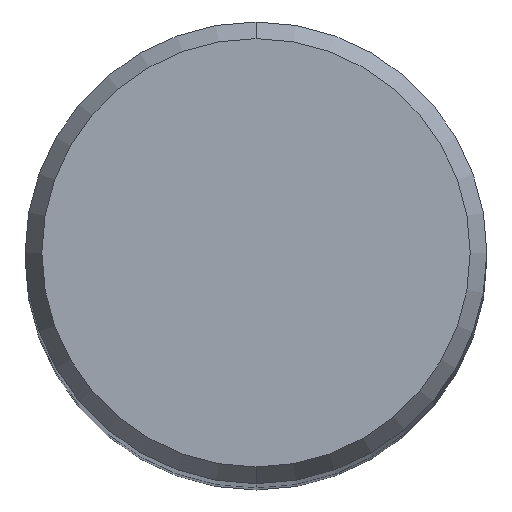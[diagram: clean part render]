
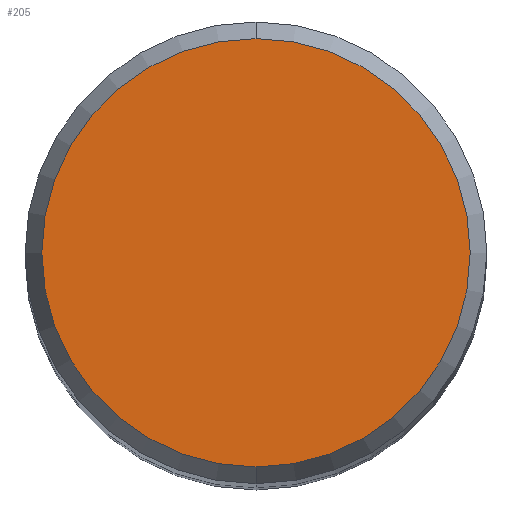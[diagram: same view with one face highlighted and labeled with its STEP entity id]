
A CAD part, top view. The second image highlights one B-rep face of the part: STEP entity #205.
In plain terms, the highlighted planar face has unit normal (0, 0, 1).
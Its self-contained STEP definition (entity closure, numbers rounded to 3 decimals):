
#161=EDGE_CURVE('',#285,#303,#428,.T.);
#205=ADVANCED_FACE('',(#474),#475,.T.);
#273=EDGE_CURVE('',#303,#285,#550,.T.);
#285=VERTEX_POINT('',#564);
#303=VERTEX_POINT('',#584);
#428=CIRCLE('',#714,5.892);
#474=FACE_OUTER_BOUND('',#804,.T.);
#475=PLANE('',#805);
#550=CIRCLE('',#1028,5.892);
#564=CARTESIAN_POINT('',(0.0,5.892,0.0));
#584=CARTESIAN_POINT('',(0.,-5.892,0.0));
#714=AXIS2_PLACEMENT_3D('',#1344,#1345,#1346);
#804=EDGE_LOOP('',(#1384,#1385));
#805=AXIS2_PLACEMENT_3D('',#1386,#1387,#1388);
#1028=AXIS2_PLACEMENT_3D('',#1464,#1465,#1466);
#1344=CARTESIAN_POINT('',(0.0,0.0,0.0));
#1345=DIRECTION('',(0.0,0.0,-1.0));
#1346=DIRECTION('',(0.0,1.0,0.0));
#1384=ORIENTED_EDGE('',*,*,#161,.F.);
#1385=ORIENTED_EDGE('',*,*,#273,.F.);
#1386=CARTESIAN_POINT('',(0.0,2.946,0.0));
#1387=DIRECTION('',(-0.0,0.0,1.0));
#1388=DIRECTION('',(0.0,-1.0,0.0));
#1464=CARTESIAN_POINT('',(0.0,0.0,0.0));
#1465=DIRECTION('',(0.0,0.0,-1.0));
#1466=DIRECTION('',(0.0,1.0,0.0));
